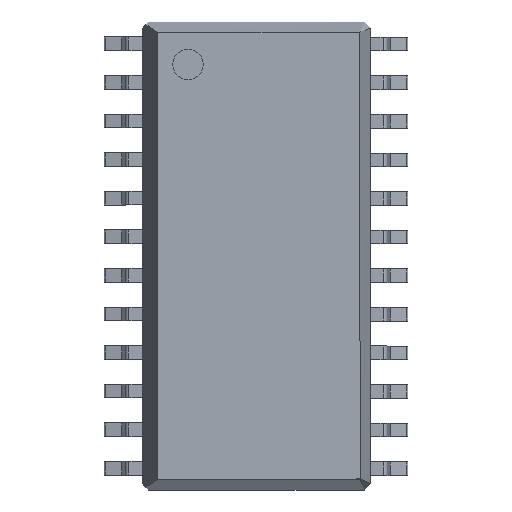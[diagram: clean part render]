
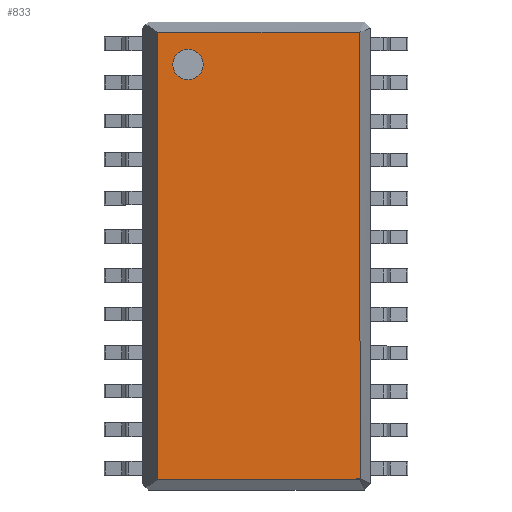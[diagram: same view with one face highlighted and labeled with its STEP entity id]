
A CAD part, top view. The second image highlights one B-rep face of the part: STEP entity #833.
In plain terms, the highlighted planar face has unit normal (0, 0, 1).
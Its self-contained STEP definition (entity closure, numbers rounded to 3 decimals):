
#114=FACE_BOUND('',#227,.T.);
#136=CIRCLE('',#893,0.5);
#184=FACE_OUTER_BOUND('',#226,.T.);
#226=EDGE_LOOP('',(#743,#744,#745,#746,#747,#748));
#227=EDGE_LOOP('',(#749));
#295=LINE('',#1369,#380);
#303=LINE('',#1384,#388);
#305=LINE('',#1388,#390);
#308=LINE('',#1394,#393);
#312=LINE('',#1400,#397);
#313=LINE('',#1402,#398);
#380=VECTOR('',#1109,10.);
#388=VECTOR('',#1123,10.);
#390=VECTOR('',#1127,10.);
#393=VECTOR('',#1132,10.);
#397=VECTOR('',#1138,10.);
#398=VECTOR('',#1141,10.);
#428=VERTEX_POINT('',#1291);
#452=VERTEX_POINT('',#1366);
#453=VERTEX_POINT('',#1368);
#457=VERTEX_POINT('',#1383);
#458=VERTEX_POINT('',#1387);
#459=VERTEX_POINT('',#1391);
#460=VERTEX_POINT('',#1393);
#504=EDGE_CURVE('',#428,#428,#136,.T.);
#541=EDGE_CURVE('',#452,#453,#295,.T.);
#549=EDGE_CURVE('',#453,#457,#303,.T.);
#551=EDGE_CURVE('',#457,#458,#305,.T.);
#554=EDGE_CURVE('',#459,#460,#308,.T.);
#558=EDGE_CURVE('',#460,#452,#312,.T.);
#559=EDGE_CURVE('',#458,#459,#313,.T.);
#743=ORIENTED_EDGE('',*,*,#541,.F.);
#744=ORIENTED_EDGE('',*,*,#558,.F.);
#745=ORIENTED_EDGE('',*,*,#554,.F.);
#746=ORIENTED_EDGE('',*,*,#559,.F.);
#747=ORIENTED_EDGE('',*,*,#551,.F.);
#748=ORIENTED_EDGE('',*,*,#549,.F.);
#749=ORIENTED_EDGE('',*,*,#504,.T.);
#791=PLANE('',#917);
#833=ADVANCED_FACE('',(#184,#114),#791,.T.);
#893=AXIS2_PLACEMENT_3D('',#1292,#1040,#1041);
#917=AXIS2_PLACEMENT_3D('',#1403,#1142,#1143);
#1040=DIRECTION('center_axis',(0.,0.,-1.));
#1041=DIRECTION('ref_axis',(-1.,0.,0.));
#1109=DIRECTION('',(0.,1.,0.));
#1123=DIRECTION('',(1.,0.,0.));
#1127=DIRECTION('',(0.707,-0.707,0.));
#1132=DIRECTION('',(-0.707,-0.707,0.));
#1138=DIRECTION('',(-1.,0.,0.));
#1141=DIRECTION('',(0.,-1.,0.));
#1142=DIRECTION('center_axis',(0.,0.,1.));
#1143=DIRECTION('ref_axis',(1.,0.,0.));
#1291=CARTESIAN_POINT('',(2.,14.,2.4));
#1292=CARTESIAN_POINT('Origin',(1.5,14.,2.4));
#1366=CARTESIAN_POINT('',(0.5,0.35,2.4));
#1368=CARTESIAN_POINT('',(0.5,15.05,2.4));
#1369=CARTESIAN_POINT('',(0.5,11.55,2.4));
#1383=CARTESIAN_POINT('',(7.14,15.065,2.4));
#1384=CARTESIAN_POINT('',(5.625,15.05,2.4));
#1387=CARTESIAN_POINT('',(7.15,15.055,2.4));
#1388=CARTESIAN_POINT('',(8.14,14.065,2.4));
#1391=CARTESIAN_POINT('',(7.165,0.36,2.4));
#1393=CARTESIAN_POINT('',(7.155,0.35,2.4));
#1394=CARTESIAN_POINT('',(8.14,1.335,2.4));
#1400=CARTESIAN_POINT('',(1.875,0.35,2.4));
#1402=CARTESIAN_POINT('',(7.15,3.85,2.4));
#1403=CARTESIAN_POINT('Origin',(3.75,7.7,2.4));
